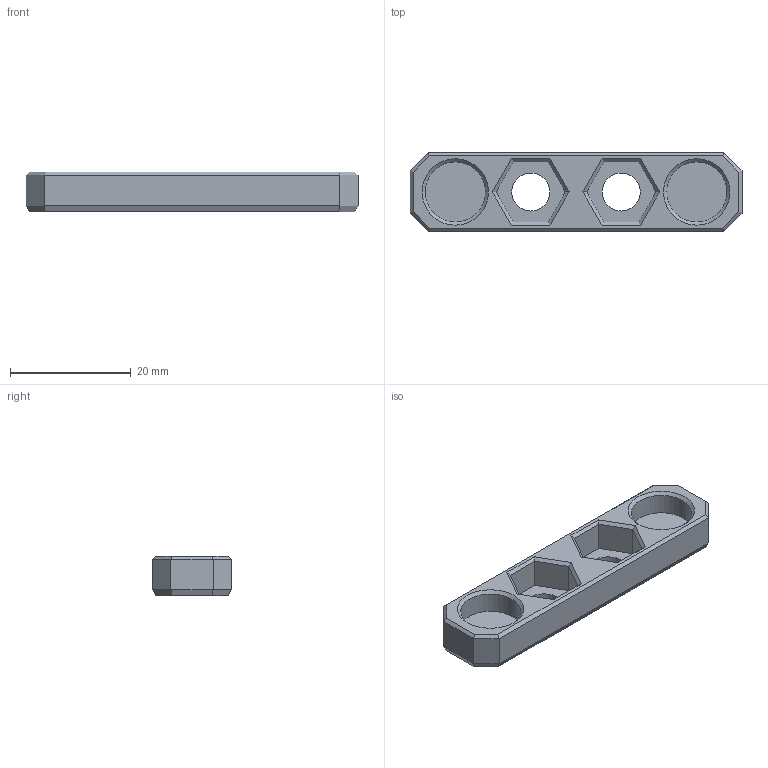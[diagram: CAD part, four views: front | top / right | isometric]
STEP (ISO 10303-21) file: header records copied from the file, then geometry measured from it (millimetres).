
FILE_DESCRIPTION(/* description */ (''),/* implementation_level */ '2;1');
FILE_NAME(/* name */ 'panel_magnet_holder.step',/* time_stamp */ '2022-08-24T14:31:19+01:00',/* author */ (''),/* organization */ (''),/* preprocessor_version */ 'ST-DEVELOPER v19',/* originating_system */ 'Autodesk Translation Framework v11.7.0.108',/* authorisation */ '');
FILE_SCHEMA (('AUTOMOTIVE_DESIGN { 1 0 10303 214 3 1 1 }'));
Length unit declared in the file: millimetre
Products named in the file (1): panel_magnet_holder
Bounding box: 55 x 13 x 6.6 mm (x, y, z)
Volume: 2896.7 mm3; surface area: 2667.7 mm2
Topology: 1 solids, 1 shells, 60 faces, 132 edges, 78 vertices
Faces by surface type: plane 54, cylinder 4, cone 2
Full cylindrical faces by diameter (mm): 6.3 x2, 10 x2
Entity records: 1627 total; most frequent: CARTESIAN_POINT 271, ORIENTED_EDGE 264, DIRECTION 264, EDGE_CURVE 132, LINE 122, VECTOR 122, VERTEX_POINT 78, AXIS2_PLACEMENT_3D 71
